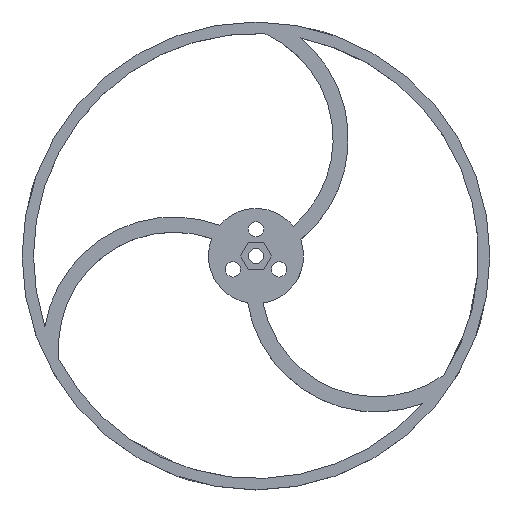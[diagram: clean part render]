
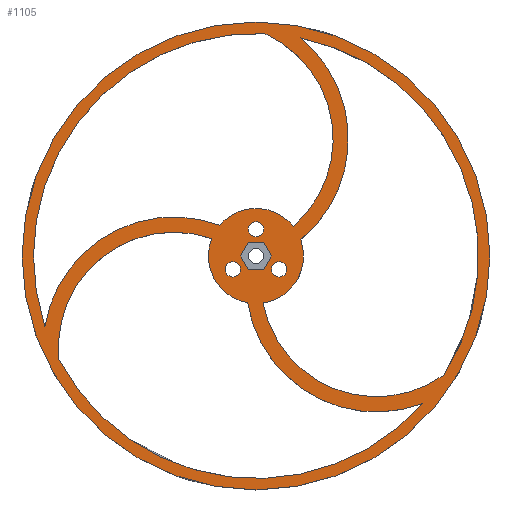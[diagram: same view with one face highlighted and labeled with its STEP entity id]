
A CAD part, top view. The second image highlights one B-rep face of the part: STEP entity #1105.
In plain terms, the highlighted planar face has unit normal (0, 0, 1).
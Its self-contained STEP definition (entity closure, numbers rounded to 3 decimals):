
#15=PLANE('',#1198);
#64=FACE_BOUND('',#192,.T.);
#65=FACE_BOUND('',#193,.T.);
#66=FACE_BOUND('',#194,.T.);
#67=FACE_BOUND('',#195,.T.);
#68=FACE_BOUND('',#196,.T.);
#69=FACE_BOUND('',#197,.T.);
#70=FACE_BOUND('',#198,.T.);
#122=FACE_OUTER_BOUND('',#191,.T.);
#191=EDGE_LOOP('',(#852));
#192=EDGE_LOOP('',(#853,#854,#855,#856));
#193=EDGE_LOOP('',(#857,#858,#859,#860));
#194=EDGE_LOOP('',(#861,#862,#863,#864,#865,#866));
#195=EDGE_LOOP('',(#867));
#196=EDGE_LOOP('',(#868));
#197=EDGE_LOOP('',(#869));
#198=EDGE_LOOP('',(#870,#871,#872,#873));
#273=LINE('',#2262,#373);
#274=LINE('',#2264,#374);
#275=LINE('',#2266,#375);
#276=LINE('',#2268,#376);
#277=LINE('',#2270,#377);
#278=LINE('',#2271,#378);
#373=VECTOR('',#1355,10.);
#374=VECTOR('',#1356,10.);
#375=VECTOR('',#1357,10.);
#376=VECTOR('',#1358,10.);
#377=VECTOR('',#1359,10.);
#378=VECTOR('',#1360,10.);
#453=CIRCLE('',#1161,34.362);
#455=CIRCLE('',#1164,30.362);
#457=CIRCLE('',#1167,58.5);
#458=CIRCLE('',#1169,58.5);
#461=CIRCLE('',#1173,12.5);
#462=CIRCLE('',#1175,12.5);
#465=CIRCLE('',#1179,34.362);
#467=CIRCLE('',#1182,30.362);
#469=CIRCLE('',#1185,58.5);
#470=CIRCLE('',#1187,12.5);
#473=CIRCLE('',#1191,34.362);
#475=CIRCLE('',#1194,30.362);
#476=CIRCLE('',#1196,61.5);
#478=CIRCLE('',#1199,2.025);
#479=CIRCLE('',#1200,2.025);
#480=CIRCLE('',#1201,2.025);
#494=VERTEX_POINT('',#1545);
#495=VERTEX_POINT('',#1547);
#498=VERTEX_POINT('',#1554);
#499=VERTEX_POINT('',#1556);
#501=VERTEX_POINT('',#1562);
#504=VERTEX_POINT('',#1608);
#511=VERTEX_POINT('',#1700);
#512=VERTEX_POINT('',#1704);
#516=VERTEX_POINT('',#1713);
#517=VERTEX_POINT('',#1715);
#519=VERTEX_POINT('',#1724);
#522=VERTEX_POINT('',#1770);
#524=VERTEX_POINT('',#1782);
#534=VERTEX_POINT('',#2260);
#535=VERTEX_POINT('',#2261);
#536=VERTEX_POINT('',#2263);
#537=VERTEX_POINT('',#2265);
#538=VERTEX_POINT('',#2267);
#539=VERTEX_POINT('',#2269);
#540=VERTEX_POINT('',#2272);
#541=VERTEX_POINT('',#2274);
#542=VERTEX_POINT('',#2276);
#598=EDGE_CURVE('',#495,#494,#453,.T.);
#602=EDGE_CURVE('',#498,#499,#455,.T.);
#606=EDGE_CURVE('',#494,#501,#457,.T.);
#609=EDGE_CURVE('',#504,#499,#458,.T.);
#618=EDGE_CURVE('',#498,#511,#461,.T.);
#619=EDGE_CURVE('',#512,#495,#462,.T.);
#624=EDGE_CURVE('',#517,#516,#465,.T.);
#627=EDGE_CURVE('',#512,#501,#467,.T.);
#630=EDGE_CURVE('',#516,#519,#469,.T.);
#633=EDGE_CURVE('',#522,#517,#470,.T.);
#637=EDGE_CURVE('',#511,#504,#473,.T.);
#639=EDGE_CURVE('',#522,#519,#475,.T.);
#640=EDGE_CURVE('',#524,#524,#476,.T.);
#659=EDGE_CURVE('',#534,#535,#273,.T.);
#660=EDGE_CURVE('',#535,#536,#274,.T.);
#661=EDGE_CURVE('',#536,#537,#275,.T.);
#662=EDGE_CURVE('',#537,#538,#276,.T.);
#663=EDGE_CURVE('',#538,#539,#277,.T.);
#664=EDGE_CURVE('',#539,#534,#278,.T.);
#665=EDGE_CURVE('',#540,#540,#478,.T.);
#666=EDGE_CURVE('',#541,#541,#479,.T.);
#667=EDGE_CURVE('',#542,#542,#480,.T.);
#852=ORIENTED_EDGE('',*,*,#640,.T.);
#853=ORIENTED_EDGE('',*,*,#606,.T.);
#854=ORIENTED_EDGE('',*,*,#627,.F.);
#855=ORIENTED_EDGE('',*,*,#619,.T.);
#856=ORIENTED_EDGE('',*,*,#598,.T.);
#857=ORIENTED_EDGE('',*,*,#630,.T.);
#858=ORIENTED_EDGE('',*,*,#639,.F.);
#859=ORIENTED_EDGE('',*,*,#633,.T.);
#860=ORIENTED_EDGE('',*,*,#624,.T.);
#861=ORIENTED_EDGE('',*,*,#659,.T.);
#862=ORIENTED_EDGE('',*,*,#660,.T.);
#863=ORIENTED_EDGE('',*,*,#661,.T.);
#864=ORIENTED_EDGE('',*,*,#662,.T.);
#865=ORIENTED_EDGE('',*,*,#663,.T.);
#866=ORIENTED_EDGE('',*,*,#664,.T.);
#867=ORIENTED_EDGE('',*,*,#665,.T.);
#868=ORIENTED_EDGE('',*,*,#666,.T.);
#869=ORIENTED_EDGE('',*,*,#667,.T.);
#870=ORIENTED_EDGE('',*,*,#602,.F.);
#871=ORIENTED_EDGE('',*,*,#618,.T.);
#872=ORIENTED_EDGE('',*,*,#637,.T.);
#873=ORIENTED_EDGE('',*,*,#609,.T.);
#1105=ADVANCED_FACE('',(#122,#64,#65,#66,#67,#68,#69,#70),#15,.T.);
#1161=AXIS2_PLACEMENT_3D('',#1548,#1259,#1260);
#1164=AXIS2_PLACEMENT_3D('',#1557,#1267,#1268);
#1167=AXIS2_PLACEMENT_3D('',#1564,#1275,#1276);
#1169=AXIS2_PLACEMENT_3D('',#1609,#1279,#1280);
#1173=AXIS2_PLACEMENT_3D('',#1702,#1289,#1290);
#1175=AXIS2_PLACEMENT_3D('',#1705,#1293,#1294);
#1179=AXIS2_PLACEMENT_3D('',#1716,#1303,#1304);
#1182=AXIS2_PLACEMENT_3D('',#1720,#1310,#1311);
#1185=AXIS2_PLACEMENT_3D('',#1726,#1317,#1318);
#1187=AXIS2_PLACEMENT_3D('',#1771,#1321,#1322);
#1191=AXIS2_PLACEMENT_3D('',#1777,#1330,#1331);
#1194=AXIS2_PLACEMENT_3D('',#1780,#1336,#1337);
#1196=AXIS2_PLACEMENT_3D('',#1783,#1340,#1341);
#1198=AXIS2_PLACEMENT_3D('',#2259,#1353,#1354);
#1199=AXIS2_PLACEMENT_3D('',#2273,#1361,#1362);
#1200=AXIS2_PLACEMENT_3D('',#2275,#1363,#1364);
#1201=AXIS2_PLACEMENT_3D('',#2277,#1365,#1366);
#1259=DIRECTION('center_axis',(0.,0.,
1.));
#1260=DIRECTION('ref_axis',(-0.979,0.205,0.));
#1267=DIRECTION('center_axis',(0.,0.,
1.));
#1268=DIRECTION('ref_axis',(-0.979,0.205,0.));
#1275=DIRECTION('center_axis',(0.,0.,-1.));
#1276=DIRECTION('ref_axis',(-0.999,-0.034,0.));
#1279=DIRECTION('center_axis',(0.,0.,-1.));
#1280=DIRECTION('ref_axis',(-0.999,-0.034,0.));
#1289=DIRECTION('center_axis',(0.,0.,1.));
#1290=DIRECTION('ref_axis',(-0.987,-0.16,0.));
#1293=DIRECTION('center_axis',(0.,0.,1.));
#1294=DIRECTION('ref_axis',(-0.987,-0.16,0.));
#1303=DIRECTION('center_axis',(0.,0.,
1.));
#1304=DIRECTION('ref_axis',(0.667,0.745,0.));
#1310=DIRECTION('center_axis',(0.,0.,
1.));
#1311=DIRECTION('ref_axis',(0.667,0.745,0.));
#1317=DIRECTION('center_axis',(0.,0.,-1.));
#1318=DIRECTION('ref_axis',(-0.999,-0.034,0.));
#1321=DIRECTION('center_axis',(0.,0.,1.));
#1322=DIRECTION('ref_axis',(-0.987,-0.16,0.));
#1330=DIRECTION('center_axis',(0.,0.,
1.));
#1331=DIRECTION('ref_axis',(0.312,-0.95,0.));
#1336=DIRECTION('center_axis',(0.,0.,
1.));
#1337=DIRECTION('ref_axis',(0.312,-0.95,0.));
#1340=DIRECTION('center_axis',(0.,0.,1.));
#1341=DIRECTION('ref_axis',(-1.,0.,0.));
#1353=DIRECTION('center_axis',(0.,0.,1.));
#1354=DIRECTION('ref_axis',(-1.,0.,0.));
#1355=DIRECTION('',(0.5,-0.866,0.));
#1356=DIRECTION('',(-0.5,-0.866,0.));
#1357=DIRECTION('',(-1.,0.,0.));
#1358=DIRECTION('',(-0.5,0.866,0.));
#1359=DIRECTION('',(0.5,0.866,0.));
#1360=DIRECTION('',(1.,0.,0.));
#1361=DIRECTION('center_axis',(0.,0.,-1.));
#1362=DIRECTION('ref_axis',(-1.,0.,0.));
#1363=DIRECTION('center_axis',(0.,0.,-1.));
#1364=DIRECTION('ref_axis',(-1.,0.,0.));
#1365=DIRECTION('center_axis',(0.,0.,-1.));
#1366=DIRECTION('ref_axis',(-1.,0.,0.));
#1545=CARTESIAN_POINT('',(43.784,-38.797,371.55));
#1547=CARTESIAN_POINT('',(-2.219,-12.302,371.55));
#1548=CARTESIAN_POINT('Origin',(31.674,-6.64,371.55));
#1554=CARTESIAN_POINT('',(1.856,-12.361,371.55));
#1556=CARTESIAN_POINT('',(49.453,-31.252,371.55));
#1557=CARTESIAN_POINT('Origin',(31.674,-6.64,371.55));
#1562=CARTESIAN_POINT('',(-51.791,-27.201,371.55));
#1564=CARTESIAN_POINT('Origin',(0.,0.,371.55));
#1608=CARTESIAN_POINT('',(11.707,57.317,371.55));
#1609=CARTESIAN_POINT('Origin',(0.,0.,371.55));
#1700=CARTESIAN_POINT('',(11.763,4.229,371.55));
#1702=CARTESIAN_POINT('Origin',(0.,0.,371.55));
#1704=CARTESIAN_POINT('',(-11.633,4.574,371.55));
#1705=CARTESIAN_POINT('Origin',(0.,0.,371.55));
#1713=CARTESIAN_POINT('',(-55.491,-18.52,371.55));
#1715=CARTESIAN_POINT('',(-9.544,8.072,371.55));
#1716=CARTESIAN_POINT('Origin',(-21.587,-24.11,371.55));
#1720=CARTESIAN_POINT('Origin',(-21.587,-24.11,371.55));
#1724=CARTESIAN_POINT('',(2.338,58.453,371.55));
#1726=CARTESIAN_POINT('Origin',(0.,0.,371.55));
#1770=CARTESIAN_POINT('',(9.778,7.788,371.55));
#1771=CARTESIAN_POINT('Origin',(0.,0.,371.55));
#1777=CARTESIAN_POINT('Origin',(-10.087,30.75,371.55));
#1780=CARTESIAN_POINT('Origin',(-10.087,30.75,371.55));
#1782=CARTESIAN_POINT('',(61.5,0.,371.55));
#1783=CARTESIAN_POINT('Origin',(0.,0.,371.55));
#2259=CARTESIAN_POINT('Origin',(0.,0.,371.55));
#2260=CARTESIAN_POINT('',(2.05,3.551,371.55));
#2261=CARTESIAN_POINT('',(4.1,0.,371.55));
#2262=CARTESIAN_POINT('',(4.1,0.,371.55));
#2263=CARTESIAN_POINT('',(2.05,-3.551,371.55));
#2264=CARTESIAN_POINT('',(2.05,-3.551,371.55));
#2265=CARTESIAN_POINT('',(-2.05,-3.551,371.55));
#2266=CARTESIAN_POINT('',(-2.05,-3.551,371.55));
#2267=CARTESIAN_POINT('',(-4.1,0.,371.55));
#2268=CARTESIAN_POINT('',(-4.1,0.,371.55));
#2269=CARTESIAN_POINT('',(-2.05,3.551,371.55));
#2270=CARTESIAN_POINT('',(-2.05,3.551,371.55));
#2271=CARTESIAN_POINT('',(2.05,3.551,371.55));
#2272=CARTESIAN_POINT('',(2.025,7.022,371.55));
#2273=CARTESIAN_POINT('Origin',(0.,7.022,371.55));
#2274=CARTESIAN_POINT('',(-4.056,-3.511,371.55));
#2275=CARTESIAN_POINT('Origin',(-6.081,-3.511,371.55));
#2276=CARTESIAN_POINT('',(8.106,-3.511,371.55));
#2277=CARTESIAN_POINT('Origin',(6.081,-3.511,371.55));
